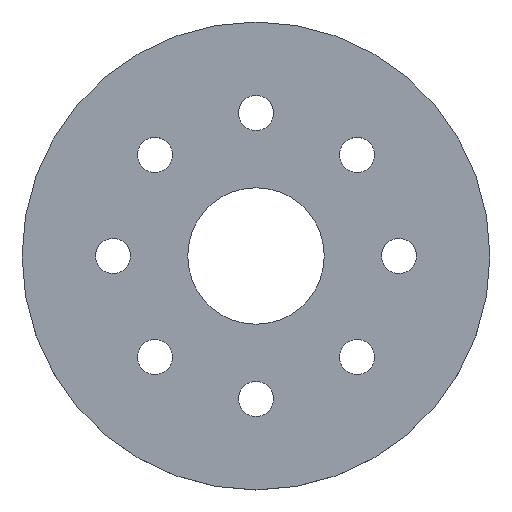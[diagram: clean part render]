
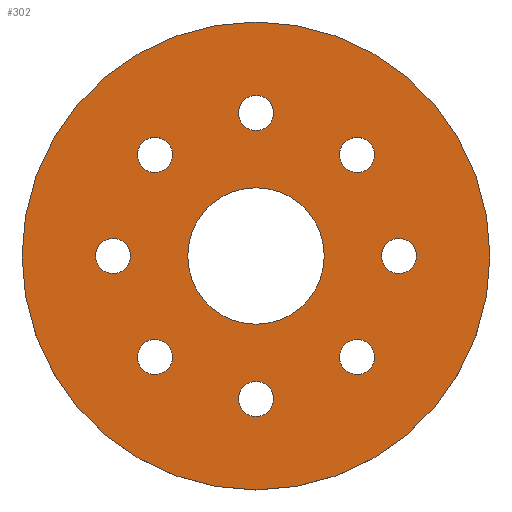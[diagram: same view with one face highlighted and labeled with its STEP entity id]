
A CAD part, top view. The second image highlights one B-rep face of the part: STEP entity #302.
In plain terms, the highlighted planar face has unit normal (0, 0, 1).
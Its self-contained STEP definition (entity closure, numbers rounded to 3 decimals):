
#15=FACE_BOUND('',#58,.T.);
#16=FACE_BOUND('',#59,.T.);
#17=FACE_BOUND('',#60,.T.);
#18=FACE_BOUND('',#61,.T.);
#19=FACE_BOUND('',#62,.T.);
#20=FACE_BOUND('',#63,.T.);
#21=FACE_BOUND('',#64,.T.);
#22=FACE_BOUND('',#65,.T.);
#23=FACE_BOUND('',#66,.T.);
#33=PLANE('',#365);
#45=FACE_OUTER_BOUND('',#57,.T.);
#57=EDGE_LOOP('',(#251,#252));
#58=EDGE_LOOP('',(#253,#254));
#59=EDGE_LOOP('',(#255,#256));
#60=EDGE_LOOP('',(#257,#258));
#61=EDGE_LOOP('',(#259,#260));
#62=EDGE_LOOP('',(#261,#262));
#63=EDGE_LOOP('',(#263,#264));
#64=EDGE_LOOP('',(#265,#266));
#65=EDGE_LOOP('',(#267,#268));
#66=EDGE_LOOP('',(#269,#270));
#97=CIRCLE('',#325,1.35);
#98=CIRCLE('',#326,1.35);
#100=CIRCLE('',#329,1.35);
#101=CIRCLE('',#330,1.35);
#103=CIRCLE('',#333,1.35);
#104=CIRCLE('',#334,1.35);
#106=CIRCLE('',#337,1.35);
#107=CIRCLE('',#338,1.35);
#109=CIRCLE('',#341,1.35);
#110=CIRCLE('',#342,1.35);
#112=CIRCLE('',#345,1.35);
#113=CIRCLE('',#346,1.35);
#115=CIRCLE('',#349,1.35);
#116=CIRCLE('',#350,1.35);
#118=CIRCLE('',#353,1.35);
#119=CIRCLE('',#354,1.35);
#121=CIRCLE('',#357,5.25);
#122=CIRCLE('',#358,5.25);
#124=CIRCLE('',#361,18.);
#125=CIRCLE('',#362,18.);
#128=VERTEX_POINT('',#467);
#129=VERTEX_POINT('',#468);
#131=VERTEX_POINT('',#475);
#132=VERTEX_POINT('',#476);
#134=VERTEX_POINT('',#483);
#135=VERTEX_POINT('',#484);
#137=VERTEX_POINT('',#491);
#138=VERTEX_POINT('',#492);
#140=VERTEX_POINT('',#499);
#141=VERTEX_POINT('',#500);
#143=VERTEX_POINT('',#507);
#144=VERTEX_POINT('',#508);
#146=VERTEX_POINT('',#515);
#147=VERTEX_POINT('',#516);
#149=VERTEX_POINT('',#523);
#150=VERTEX_POINT('',#524);
#152=VERTEX_POINT('',#531);
#153=VERTEX_POINT('',#532);
#155=VERTEX_POINT('',#539);
#156=VERTEX_POINT('',#540);
#159=EDGE_CURVE('',#128,#129,#97,.T.);
#160=EDGE_CURVE('',#129,#128,#98,.T.);
#163=EDGE_CURVE('',#131,#132,#100,.T.);
#164=EDGE_CURVE('',#132,#131,#101,.T.);
#167=EDGE_CURVE('',#134,#135,#103,.T.);
#168=EDGE_CURVE('',#135,#134,#104,.T.);
#171=EDGE_CURVE('',#137,#138,#106,.T.);
#172=EDGE_CURVE('',#138,#137,#107,.T.);
#175=EDGE_CURVE('',#140,#141,#109,.T.);
#176=EDGE_CURVE('',#141,#140,#110,.T.);
#179=EDGE_CURVE('',#143,#144,#112,.T.);
#180=EDGE_CURVE('',#144,#143,#113,.T.);
#183=EDGE_CURVE('',#146,#147,#115,.T.);
#184=EDGE_CURVE('',#147,#146,#116,.T.);
#187=EDGE_CURVE('',#149,#150,#118,.T.);
#188=EDGE_CURVE('',#150,#149,#119,.T.);
#191=EDGE_CURVE('',#152,#153,#121,.T.);
#192=EDGE_CURVE('',#153,#152,#122,.T.);
#195=EDGE_CURVE('',#155,#156,#124,.T.);
#196=EDGE_CURVE('',#156,#155,#125,.T.);
#251=ORIENTED_EDGE('',*,*,#195,.T.);
#252=ORIENTED_EDGE('',*,*,#196,.T.);
#253=ORIENTED_EDGE('',*,*,#159,.T.);
#254=ORIENTED_EDGE('',*,*,#160,.T.);
#255=ORIENTED_EDGE('',*,*,#163,.T.);
#256=ORIENTED_EDGE('',*,*,#164,.T.);
#257=ORIENTED_EDGE('',*,*,#167,.T.);
#258=ORIENTED_EDGE('',*,*,#168,.T.);
#259=ORIENTED_EDGE('',*,*,#171,.T.);
#260=ORIENTED_EDGE('',*,*,#172,.T.);
#261=ORIENTED_EDGE('',*,*,#175,.T.);
#262=ORIENTED_EDGE('',*,*,#176,.T.);
#263=ORIENTED_EDGE('',*,*,#179,.T.);
#264=ORIENTED_EDGE('',*,*,#180,.T.);
#265=ORIENTED_EDGE('',*,*,#183,.T.);
#266=ORIENTED_EDGE('',*,*,#184,.T.);
#267=ORIENTED_EDGE('',*,*,#187,.T.);
#268=ORIENTED_EDGE('',*,*,#188,.T.);
#269=ORIENTED_EDGE('',*,*,#191,.T.);
#270=ORIENTED_EDGE('',*,*,#192,.T.);
#302=ADVANCED_FACE('',(#45,#15,#16,#17,#18,#19,#20,#21,#22,#23),#33,.T.);
#325=AXIS2_PLACEMENT_3D('',#469,#371,#372);
#326=AXIS2_PLACEMENT_3D('',#470,#373,#374);
#329=AXIS2_PLACEMENT_3D('',#477,#380,#381);
#330=AXIS2_PLACEMENT_3D('',#478,#382,#383);
#333=AXIS2_PLACEMENT_3D('',#485,#389,#390);
#334=AXIS2_PLACEMENT_3D('',#486,#391,#392);
#337=AXIS2_PLACEMENT_3D('',#493,#398,#399);
#338=AXIS2_PLACEMENT_3D('',#494,#400,#401);
#341=AXIS2_PLACEMENT_3D('',#501,#407,#408);
#342=AXIS2_PLACEMENT_3D('',#502,#409,#410);
#345=AXIS2_PLACEMENT_3D('',#509,#416,#417);
#346=AXIS2_PLACEMENT_3D('',#510,#418,#419);
#349=AXIS2_PLACEMENT_3D('',#517,#425,#426);
#350=AXIS2_PLACEMENT_3D('',#518,#427,#428);
#353=AXIS2_PLACEMENT_3D('',#525,#434,#435);
#354=AXIS2_PLACEMENT_3D('',#526,#436,#437);
#357=AXIS2_PLACEMENT_3D('',#533,#443,#444);
#358=AXIS2_PLACEMENT_3D('',#534,#445,#446);
#361=AXIS2_PLACEMENT_3D('',#541,#452,#453);
#362=AXIS2_PLACEMENT_3D('',#542,#454,#455);
#365=AXIS2_PLACEMENT_3D('',#548,#461,#462);
#371=DIRECTION('center_axis',(0.,0.,-1.));
#372=DIRECTION('ref_axis',(1.,0.,0.));
#373=DIRECTION('center_axis',(0.,0.,-1.));
#374=DIRECTION('ref_axis',(1.,0.,0.));
#380=DIRECTION('center_axis',(0.,0.,-1.));
#381=DIRECTION('ref_axis',(1.,0.,0.));
#382=DIRECTION('center_axis',(0.,0.,-1.));
#383=DIRECTION('ref_axis',(1.,0.,0.));
#389=DIRECTION('center_axis',(0.,0.,-1.));
#390=DIRECTION('ref_axis',(1.,0.,0.));
#391=DIRECTION('center_axis',(0.,0.,-1.));
#392=DIRECTION('ref_axis',(1.,0.,0.));
#398=DIRECTION('center_axis',(0.,0.,-1.));
#399=DIRECTION('ref_axis',(1.,0.,0.));
#400=DIRECTION('center_axis',(0.,0.,-1.));
#401=DIRECTION('ref_axis',(1.,0.,0.));
#407=DIRECTION('center_axis',(0.,0.,-1.));
#408=DIRECTION('ref_axis',(1.,0.,0.));
#409=DIRECTION('center_axis',(0.,0.,-1.));
#410=DIRECTION('ref_axis',(1.,0.,0.));
#416=DIRECTION('center_axis',(0.,0.,-1.));
#417=DIRECTION('ref_axis',(1.,0.,0.));
#418=DIRECTION('center_axis',(0.,0.,-1.));
#419=DIRECTION('ref_axis',(1.,0.,0.));
#425=DIRECTION('center_axis',(0.,0.,-1.));
#426=DIRECTION('ref_axis',(1.,0.,0.));
#427=DIRECTION('center_axis',(0.,0.,-1.));
#428=DIRECTION('ref_axis',(1.,0.,0.));
#434=DIRECTION('center_axis',(0.,0.,-1.));
#435=DIRECTION('ref_axis',(1.,0.,0.));
#436=DIRECTION('center_axis',(0.,0.,-1.));
#437=DIRECTION('ref_axis',(1.,0.,0.));
#443=DIRECTION('center_axis',(0.,0.,-1.));
#444=DIRECTION('ref_axis',(1.,0.,0.));
#445=DIRECTION('center_axis',(0.,0.,-1.));
#446=DIRECTION('ref_axis',(1.,0.,0.));
#452=DIRECTION('center_axis',(0.,0.,1.));
#453=DIRECTION('ref_axis',(1.,0.,0.));
#454=DIRECTION('center_axis',(0.,0.,1.));
#455=DIRECTION('ref_axis',(1.,0.,0.));
#461=DIRECTION('center_axis',(0.,0.,1.));
#462=DIRECTION('ref_axis',(1.,0.,0.));
#467=CARTESIAN_POINT('',(-6.428,-7.778,2.5));
#468=CARTESIAN_POINT('',(-9.128,-7.778,2.5));
#469=CARTESIAN_POINT('Origin',(-7.778,-7.778,2.5));
#470=CARTESIAN_POINT('Origin',(-7.778,-7.778,2.5));
#475=CARTESIAN_POINT('',(9.128,7.778,2.5));
#476=CARTESIAN_POINT('',(6.428,7.778,2.5));
#477=CARTESIAN_POINT('Origin',(7.778,7.778,2.5));
#478=CARTESIAN_POINT('Origin',(7.778,7.778,2.5));
#483=CARTESIAN_POINT('',(1.35,11.,2.5));
#484=CARTESIAN_POINT('',(-1.35,11.,2.5));
#485=CARTESIAN_POINT('Origin',(0.,11.,2.5));
#486=CARTESIAN_POINT('Origin',(0.,11.,2.5));
#491=CARTESIAN_POINT('',(-6.428,7.778,2.5));
#492=CARTESIAN_POINT('',(-9.128,7.778,2.5));
#493=CARTESIAN_POINT('Origin',(-7.778,7.778,2.5));
#494=CARTESIAN_POINT('Origin',(-7.778,7.778,2.5));
#499=CARTESIAN_POINT('',(1.35,-11.,2.5));
#500=CARTESIAN_POINT('',(-1.35,-11.,2.5));
#501=CARTESIAN_POINT('Origin',(0.,-11.,2.5));
#502=CARTESIAN_POINT('Origin',(0.,-11.,2.5));
#507=CARTESIAN_POINT('',(12.35,0.,2.5));
#508=CARTESIAN_POINT('',(9.65,0.,2.5));
#509=CARTESIAN_POINT('Origin',(11.,0.,2.5));
#510=CARTESIAN_POINT('Origin',(11.,0.,2.5));
#515=CARTESIAN_POINT('',(9.128,-7.778,2.5));
#516=CARTESIAN_POINT('',(6.428,-7.778,2.5));
#517=CARTESIAN_POINT('Origin',(7.778,-7.778,2.5));
#518=CARTESIAN_POINT('Origin',(7.778,-7.778,2.5));
#523=CARTESIAN_POINT('',(-9.65,0.,2.5));
#524=CARTESIAN_POINT('',(-12.35,0.,2.5));
#525=CARTESIAN_POINT('Origin',(-11.,0.,2.5));
#526=CARTESIAN_POINT('Origin',(-11.,0.,2.5));
#531=CARTESIAN_POINT('',(5.25,0.,2.5));
#532=CARTESIAN_POINT('',(-5.25,0.,2.5));
#533=CARTESIAN_POINT('Origin',(0.,0.,2.5));
#534=CARTESIAN_POINT('Origin',(0.,0.,2.5));
#539=CARTESIAN_POINT('',(18.,0.,2.5));
#540=CARTESIAN_POINT('',(-18.,0.,2.5));
#541=CARTESIAN_POINT('Origin',(0.,0.,2.5));
#542=CARTESIAN_POINT('Origin',(0.,0.,2.5));
#548=CARTESIAN_POINT('Origin',(0.,0.,2.5));
